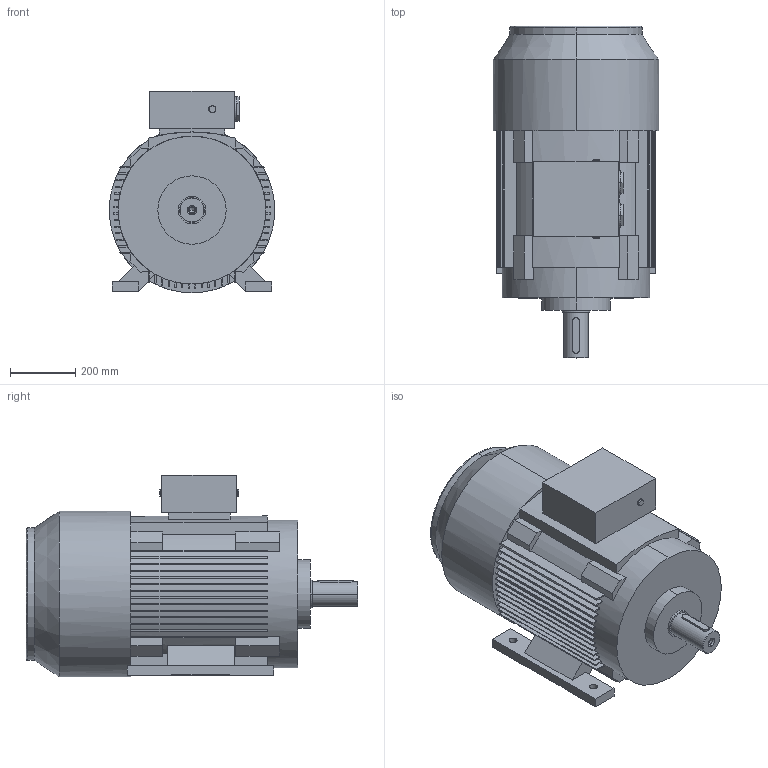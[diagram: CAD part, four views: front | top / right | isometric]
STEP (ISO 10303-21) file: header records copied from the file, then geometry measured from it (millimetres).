
FILE_DESCRIPTION (( 'STEP AP203' ), '1' );
FILE_NAME ('Ýëåêòðîäâèãàòåëü ÀÈÐ250M4,6,8.STEP', '2012-10-02T06:41:48', ( 'Áîðèñ' ), ( '' ), 'SwSTEP 2.0', 'SolidWorks 2010', '' );
FILE_SCHEMA (( 'CONFIG_CONTROL_DESIGN' ));
Length unit declared in the file: millimetre
Products named in the file (1): Ýëåêòðîäâèãàòåëü ÀÈÐ250M4,6,8
Bounding box: 508 x 1019.5 x 619 mm (x, y, z)
Volume: 161831409.8 mm3; surface area: 2849132.6 mm2
Topology: 2 solids, 2 shells, 405 faces, 1100 edges, 709 vertices
Faces by surface type: plane 308, cylinder 85, cone 8, bspline 4
Entity records: 12923 total; most frequent: CARTESIAN_POINT 2377, DIRECTION 2212, ORIENTED_EDGE 2196, EDGE_CURVE 1098, LINE 780, VECTOR 780, AXIS2_PLACEMENT_3D 716, VERTEX_POINT 709
